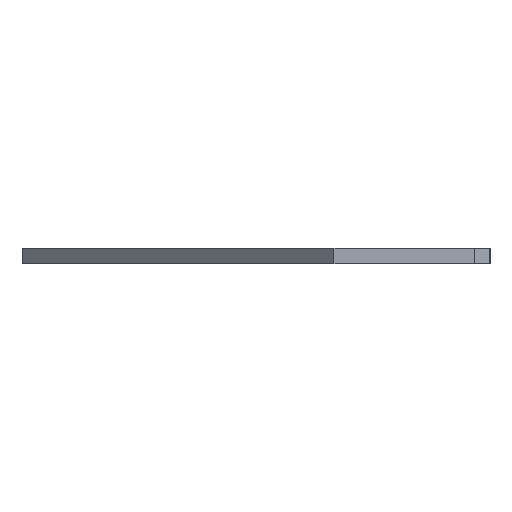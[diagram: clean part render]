
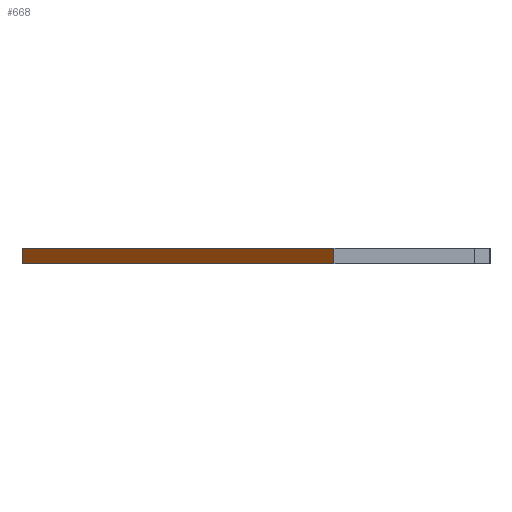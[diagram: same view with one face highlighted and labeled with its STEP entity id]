
A CAD part, left-side view. The second image highlights one B-rep face of the part: STEP entity #668.
In plain terms, the highlighted planar face has unit normal (-0.707, 0.707, 0).
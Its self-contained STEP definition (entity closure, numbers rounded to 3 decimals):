
#6 = VECTOR ( 'NONE', #68, 1000. ) ;
#7 = CARTESIAN_POINT ( 'NONE',  ( -50., -40., -2. ) ) ;
#13 = EDGE_CURVE ( 'NONE', #41, #159, #49, .T. ) ;
#41 = VERTEX_POINT ( 'NONE', #776 ) ;
#49 = LINE ( 'NONE', #248, #379 ) ;
#68 = DIRECTION ( 'NONE',  ( 0., 0., 1. ) ) ;
#87 = CARTESIAN_POINT ( 'NONE',  ( -50., -40., 0. ) ) ;
#159 = VERTEX_POINT ( 'NONE', #205 ) ;
#205 = CARTESIAN_POINT ( 'NONE',  ( -10., 0., 0. ) ) ;
#222 = EDGE_CURVE ( 'NONE', #614, #41, #725, .T. ) ;
#248 = CARTESIAN_POINT ( 'NONE',  ( -10., 0., -2. ) ) ;
#282 = CARTESIAN_POINT ( 'NONE',  ( -50., -40., 0. ) ) ;
#287 = ORIENTED_EDGE ( 'NONE', *, *, #13, .F. ) ;
#302 = DIRECTION ( 'NONE',  ( 0., 0., 1. ) ) ;
#314 = DIRECTION ( 'NONE',  ( 0.707, 0.707, 0. ) ) ;
#321 = DIRECTION ( 'NONE',  ( 0.707, -0.707, 0. ) ) ;
#324 = ORIENTED_EDGE ( 'NONE', *, *, #222, .F. ) ;
#345 = LINE ( 'NONE', #282, #420 ) ;
#379 = VECTOR ( 'NONE', #302, 1000. ) ;
#391 = PLANE ( 'NONE',  #501 ) ;
#395 = LINE ( 'NONE', #712, #6 ) ;
#420 = VECTOR ( 'NONE', #807, 1000. ) ;
#460 = ORIENTED_EDGE ( 'NONE', *, *, #628, .T. ) ;
#490 = CARTESIAN_POINT ( 'NONE',  ( -50., -40., -2. ) ) ;
#501 = AXIS2_PLACEMENT_3D ( 'NONE', #795, #321, #798 ) ;
#614 = VERTEX_POINT ( 'NONE', #490 ) ;
#619 = ORIENTED_EDGE ( 'NONE', *, *, #813, .T. ) ;
#628 = EDGE_CURVE ( 'NONE', #614, #784, #395, .T. ) ;
#658 = FACE_OUTER_BOUND ( 'NONE', #716, .T. ) ;
#668 = ADVANCED_FACE ( 'NONE', ( #658 ), #391, .F. ) ;
#712 = CARTESIAN_POINT ( 'NONE',  ( -50., -40., -2. ) ) ;
#716 = EDGE_LOOP ( 'NONE', ( #619, #287, #324, #460 ) ) ;
#725 = LINE ( 'NONE', #7, #739 ) ;
#739 = VECTOR ( 'NONE', #314, 1000. ) ;
#776 = CARTESIAN_POINT ( 'NONE',  ( -10., 0., -2. ) ) ;
#784 = VERTEX_POINT ( 'NONE', #87 ) ;
#795 = CARTESIAN_POINT ( 'NONE',  ( -50., -40., -2. ) ) ;
#798 = DIRECTION ( 'NONE',  ( 0.707, 0.707, 0. ) ) ;
#807 = DIRECTION ( 'NONE',  ( 0.707, 0.707, 0. ) ) ;
#813 = EDGE_CURVE ( 'NONE', #784, #159, #345, .T. ) ;
